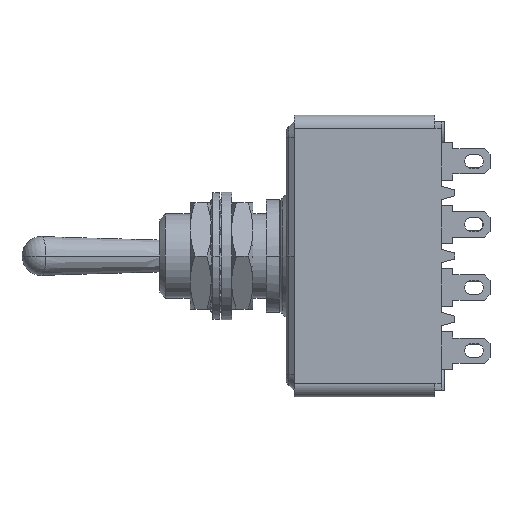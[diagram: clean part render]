
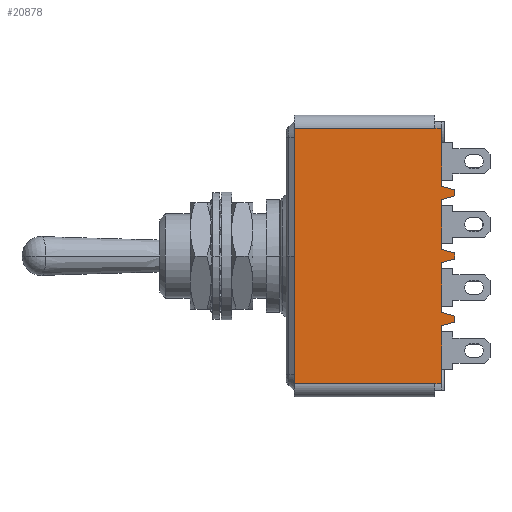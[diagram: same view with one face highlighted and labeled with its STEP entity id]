
A CAD part, left-side view. The second image highlights one B-rep face of the part: STEP entity #20878.
In plain terms, the highlighted planar face has unit normal (-1, 0, 0).
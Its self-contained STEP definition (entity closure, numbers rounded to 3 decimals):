
#5345=DIRECTION('',(0.,-1.,0.));
#5346=VECTOR('',#5345,10.6);
#5347=CARTESIAN_POINT('',(-6.6,11.3,-9.6));
#5348=LINE('',#5347,#5346);
#5349=DIRECTION('',(0.,-1.,0.));
#5350=VECTOR('',#5349,10.6);
#5351=CARTESIAN_POINT('',(-6.6,11.3,9.6));
#5352=LINE('',#5351,#5350);
#5353=DIRECTION('',(0.,1.,0.));
#5354=VECTOR('',#5353,0.5);
#5355=CARTESIAN_POINT('',(-6.6,0.2,9.6));
#5356=LINE('',#5355,#5354);
#5357=DIRECTION('',(0.,0.,1.));
#5358=VECTOR('',#5357,4.35);
#5359=CARTESIAN_POINT('',(-6.6,0.2,5.25));
#5360=LINE('',#5359,#5358);
#5361=DIRECTION('',(0.,-0.966,-0.259));
#5362=VECTOR('',#5361,1.035);
#5363=CARTESIAN_POINT('',(-6.6,0.2,5.25));
#5364=LINE('',#5363,#5362);
#5365=DIRECTION('',(0.,0.,-1.));
#5366=VECTOR('',#5365,0.464);
#5367=CARTESIAN_POINT('',(-6.6,-0.8,4.982));
#5368=LINE('',#5367,#5366);
#5369=DIRECTION('',(0.,0.966,-0.259));
#5370=VECTOR('',#5369,1.035);
#5371=CARTESIAN_POINT('',(-6.6,-0.8,4.518));
#5372=LINE('',#5371,#5370);
#5373=DIRECTION('',(0.,0.,1.));
#5374=VECTOR('',#5373,3.75);
#5375=CARTESIAN_POINT('',(-6.6,0.2,0.5));
#5376=LINE('',#5375,#5374);
#5377=DIRECTION('',(0.,-0.966,-0.259));
#5378=VECTOR('',#5377,1.035);
#5379=CARTESIAN_POINT('',(-6.6,0.2,0.5));
#5380=LINE('',#5379,#5378);
#5381=DIRECTION('',(0.,0.,-1.));
#5382=VECTOR('',#5381,0.464);
#5383=CARTESIAN_POINT('',(-6.6,-0.8,0.232));
#5384=LINE('',#5383,#5382);
#5385=DIRECTION('',(0.,0.966,-0.259));
#5386=VECTOR('',#5385,1.035);
#5387=CARTESIAN_POINT('',(-6.6,-0.8,-0.232));
#5388=LINE('',#5387,#5386);
#5389=DIRECTION('',(0.,0.,1.));
#5390=VECTOR('',#5389,3.75);
#5391=CARTESIAN_POINT('',(-6.6,0.2,-4.25));
#5392=LINE('',#5391,#5390);
#5393=DIRECTION('',(0.,-0.966,-0.259));
#5394=VECTOR('',#5393,1.035);
#5395=CARTESIAN_POINT('',(-6.6,0.2,-4.25));
#5396=LINE('',#5395,#5394);
#5397=DIRECTION('',(0.,0.,-1.));
#5398=VECTOR('',#5397,0.464);
#5399=CARTESIAN_POINT('',(-6.6,-0.8,-4.518));
#5400=LINE('',#5399,#5398);
#5401=DIRECTION('',(0.,0.966,-0.259));
#5402=VECTOR('',#5401,1.035);
#5403=CARTESIAN_POINT('',(-6.6,-0.8,-4.982));
#5404=LINE('',#5403,#5402);
#5405=DIRECTION('',(0.,0.,1.));
#5406=VECTOR('',#5405,4.35);
#5407=CARTESIAN_POINT('',(-6.6,0.2,-9.6));
#5408=LINE('',#5407,#5406);
#5409=DIRECTION('',(0.,1.,0.));
#5410=VECTOR('',#5409,0.5);
#5411=CARTESIAN_POINT('',(-6.6,0.2,-9.6));
#5412=LINE('',#5411,#5410);
#5422=DIRECTION('',(0.,0.,1.));
#5423=VECTOR('',#5422,19.2);
#5424=CARTESIAN_POINT('',(-6.6,11.3,-9.6));
#5425=LINE('',#5424,#5423);
#12315=CARTESIAN_POINT('',(-6.6,-0.8,0.232));
#12316=CARTESIAN_POINT('',(-6.6,-0.8,-0.232));
#12317=VERTEX_POINT('',#12315);
#12318=VERTEX_POINT('',#12316);
#12319=CARTESIAN_POINT('',(-6.6,-0.8,-4.518));
#12320=CARTESIAN_POINT('',(-6.6,-0.8,-4.982));
#12321=VERTEX_POINT('',#12319);
#12322=VERTEX_POINT('',#12320);
#12323=CARTESIAN_POINT('',(-6.6,-0.8,4.982));
#12324=CARTESIAN_POINT('',(-6.6,-0.8,4.518));
#12325=VERTEX_POINT('',#12323);
#12326=VERTEX_POINT('',#12324);
#12339=CARTESIAN_POINT('',(-6.6,0.2,0.5));
#12341=VERTEX_POINT('',#12339);
#12343=CARTESIAN_POINT('',(-6.6,0.2,-0.5));
#12345=VERTEX_POINT('',#12343);
#12347=CARTESIAN_POINT('',(-6.6,0.2,-4.25));
#12349=VERTEX_POINT('',#12347);
#12351=CARTESIAN_POINT('',(-6.6,0.2,-5.25));
#12353=VERTEX_POINT('',#12351);
#12355=CARTESIAN_POINT('',(-6.6,0.2,5.25));
#12357=VERTEX_POINT('',#12355);
#12359=CARTESIAN_POINT('',(-6.6,0.2,4.25));
#12361=VERTEX_POINT('',#12359);
#12363=CARTESIAN_POINT('',(-6.6,0.2,-9.6));
#12364=VERTEX_POINT('',#12363);
#12365=CARTESIAN_POINT('',(-6.6,0.2,9.6));
#12366=VERTEX_POINT('',#12365);
#12403=CARTESIAN_POINT('',(-6.6,0.7,-9.6));
#12405=VERTEX_POINT('',#12403);
#12407=CARTESIAN_POINT('',(-6.6,11.3,-9.6));
#12408=VERTEX_POINT('',#12407);
#12410=CARTESIAN_POINT('',(-6.6,0.7,9.6));
#12412=VERTEX_POINT('',#12410);
#12413=CARTESIAN_POINT('',(-6.6,11.3,9.6));
#12414=VERTEX_POINT('',#12413);
#20837=CARTESIAN_POINT('',(-6.6,0.,-10.6));
#20838=DIRECTION('',(-1.,0.,0.));
#20839=DIRECTION('',(0.,0.,1.));
#20840=AXIS2_PLACEMENT_3D('',#20837,#20838,#20839);
#20841=PLANE('',#20840);
#20842=ORIENTED_EDGE('',*,*,#19843,.F.);
#20844=ORIENTED_EDGE('',*,*,#20843,.T.);
#20846=ORIENTED_EDGE('',*,*,#20845,.T.);
#20848=ORIENTED_EDGE('',*,*,#20847,.F.);
#20850=ORIENTED_EDGE('',*,*,#20849,.F.);
#20852=ORIENTED_EDGE('',*,*,#20851,.T.);
#20854=ORIENTED_EDGE('',*,*,#20853,.T.);
#20856=ORIENTED_EDGE('',*,*,#20855,.T.);
#20858=ORIENTED_EDGE('',*,*,#20857,.F.);
#20860=ORIENTED_EDGE('',*,*,#20859,.T.);
#20862=ORIENTED_EDGE('',*,*,#20861,.T.);
#20864=ORIENTED_EDGE('',*,*,#20863,.T.);
#20866=ORIENTED_EDGE('',*,*,#20865,.F.);
#20868=ORIENTED_EDGE('',*,*,#20867,.T.);
#20870=ORIENTED_EDGE('',*,*,#20869,.T.);
#20872=ORIENTED_EDGE('',*,*,#20871,.T.);
#20874=ORIENTED_EDGE('',*,*,#20873,.F.);
#20875=ORIENTED_EDGE('',*,*,#20828,.T.);
#20876=EDGE_LOOP('',(#20842,#20844,#20846,#20848,#20850,#20852,#20854,#20856,
#20858,#20860,#20862,#20864,#20866,#20868,#20870,#20872,#20874,#20875));
#20877=FACE_OUTER_BOUND('',#20876,.F.);
#20878=ADVANCED_FACE('',(#20877),#20841,.T.);
#19843=EDGE_CURVE('',#12408,#12405,#5348,.T.);
#20828=EDGE_CURVE('',#12364,#12405,#5412,.T.);
#20843=EDGE_CURVE('',#12408,#12414,#5425,.T.);
#20845=EDGE_CURVE('',#12414,#12412,#5352,.T.);
#20847=EDGE_CURVE('',#12366,#12412,#5356,.T.);
#20849=EDGE_CURVE('',#12357,#12366,#5360,.T.);
#20851=EDGE_CURVE('',#12357,#12325,#5364,.T.);
#20853=EDGE_CURVE('',#12325,#12326,#5368,.T.);
#20855=EDGE_CURVE('',#12326,#12361,#5372,.T.);
#20857=EDGE_CURVE('',#12341,#12361,#5376,.T.);
#20859=EDGE_CURVE('',#12341,#12317,#5380,.T.);
#20861=EDGE_CURVE('',#12317,#12318,#5384,.T.);
#20863=EDGE_CURVE('',#12318,#12345,#5388,.T.);
#20865=EDGE_CURVE('',#12349,#12345,#5392,.T.);
#20867=EDGE_CURVE('',#12349,#12321,#5396,.T.);
#20869=EDGE_CURVE('',#12321,#12322,#5400,.T.);
#20871=EDGE_CURVE('',#12322,#12353,#5404,.T.);
#20873=EDGE_CURVE('',#12364,#12353,#5408,.T.);
